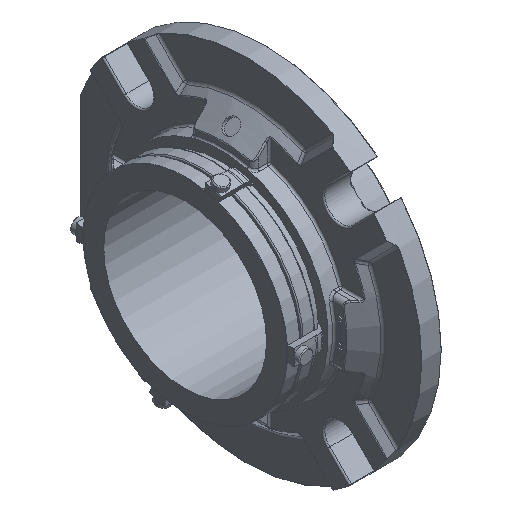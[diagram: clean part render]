
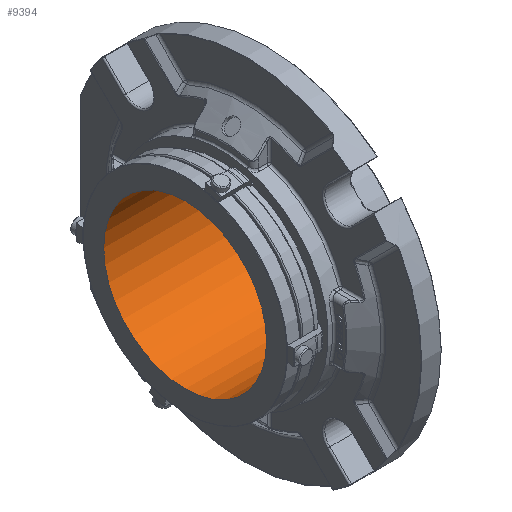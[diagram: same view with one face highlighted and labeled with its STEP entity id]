
A CAD part, isometric view. The second image highlights one B-rep face of the part: STEP entity #9394.
In plain terms, the highlighted cylindrical face has radius 58.737 mm (diameter 117.475 mm), a full revolution.
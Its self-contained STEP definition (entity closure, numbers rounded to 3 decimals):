
#1937=ORIENTED_EDGE('',*,*,#4905,.F.);
#1938=ORIENTED_EDGE('',*,*,#4906,.T.);
#4905=EDGE_CURVE('',#6389,#6389,#7331,.F.);
#4906=EDGE_CURVE('',#6390,#6390,#7332,.F.);
#6389=VERTEX_POINT('',#13689);
#6390=VERTEX_POINT('',#13691);
#7331=CIRCLE('',#10018,58.738);
#7332=CIRCLE('',#10019,58.738);
#7862=EDGE_LOOP('',(#1937));
#7863=EDGE_LOOP('',(#1938));
#8548=FACE_BOUND('',#7862,.T.);
#8549=FACE_BOUND('',#7863,.T.);
#9234=CYLINDRICAL_SURFACE('',#10017,58.738);
#9394=ADVANCED_FACE('',(#8548,#8549),#9234,.F.);
#10017=AXIS2_PLACEMENT_3D('',#13687,#11070,#11071);
#10018=AXIS2_PLACEMENT_3D('',#13688,#11072,#11073);
#10019=AXIS2_PLACEMENT_3D('',#13690,#11074,#11075);
#11070=DIRECTION('',(-1.,0.,0.));
#11071=DIRECTION('',(0.,0.,1.));
#11072=DIRECTION('',(1.,0.,0.));
#11073=DIRECTION('',(0.,1.,0.));
#11074=DIRECTION('',(1.,0.,0.));
#11075=DIRECTION('',(0.,1.,0.));
#13687=CARTESIAN_POINT('',(179.568,0.,0.));
#13688=CARTESIAN_POINT('',(33.271,0.,0.));
#13689=CARTESIAN_POINT('',(33.271,58.738,0.));
#13690=CARTESIAN_POINT('',(-59.195,0.,0.));
#13691=CARTESIAN_POINT('',(-59.195,58.738,0.));
